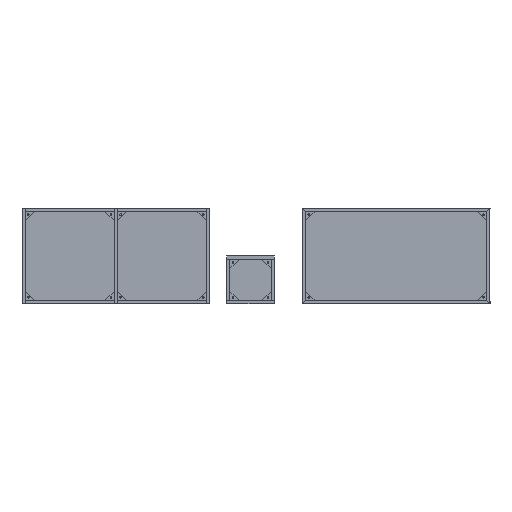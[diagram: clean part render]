
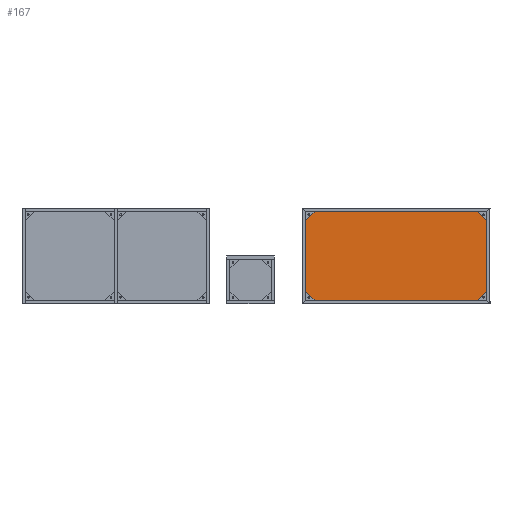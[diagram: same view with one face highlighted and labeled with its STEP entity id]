
A CAD part, front view. The second image highlights one B-rep face of the part: STEP entity #167.
In plain terms, the highlighted planar face has unit normal (0, -1, 0).
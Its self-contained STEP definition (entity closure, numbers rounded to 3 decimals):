
#20 = DIRECTION ( 'NONE',  ( 0., 0., 1. ) ) ;
#75 = DIRECTION ( 'NONE',  ( 0., 0., -1. ) ) ;
#86 = EDGE_CURVE ( 'NONE', #2440, #294, #1491, .T. ) ;
#167 = ADVANCED_FACE ( 'NONE', ( #860 ), #1382, .T. ) ;
#194 = EDGE_CURVE ( 'NONE', #2136, #635, #718, .T. ) ;
#209 = LINE ( 'NONE', #1096, #2640 ) ;
#294 = VERTEX_POINT ( 'NONE', #2509 ) ;
#432 = CARTESIAN_POINT ( 'NONE',  ( 570., 0., 0. ) ) ;
#532 = ORIENTED_EDGE ( 'NONE', *, *, #86, .F. ) ;
#635 = VERTEX_POINT ( 'NONE', #1810 ) ;
#673 = CARTESIAN_POINT ( 'NONE',  ( 0., 0., 0. ) ) ;
#695 = ORIENTED_EDGE ( 'NONE', *, *, #2309, .F. ) ;
#718 = LINE ( 'NONE', #747, #2595 ) ;
#747 = CARTESIAN_POINT ( 'NONE',  ( 570., 0., 0. ) ) ;
#855 = EDGE_CURVE ( 'NONE', #294, #2136, #1502, .T. ) ;
#860 = FACE_OUTER_BOUND ( 'NONE', #2266, .T. ) ;
#966 = DIRECTION ( 'NONE',  ( 0., 0., -1. ) ) ;
#1096 = CARTESIAN_POINT ( 'NONE',  ( 0., 0., -280. ) ) ;
#1237 = DIRECTION ( 'NONE',  ( 1., 0., 0. ) ) ;
#1311 = VECTOR ( 'NONE', #20, 1000. ) ;
#1382 = PLANE ( 'NONE',  #1751 ) ;
#1491 = LINE ( 'NONE', #673, #1311 ) ;
#1502 = LINE ( 'NONE', #1921, #2740 ) ;
#1732 = CARTESIAN_POINT ( 'NONE',  ( 0., 0., -280. ) ) ;
#1751 = AXIS2_PLACEMENT_3D ( 'NONE', #1823, #2280, #966 ) ;
#1810 = CARTESIAN_POINT ( 'NONE',  ( 570., 0., -280. ) ) ;
#1823 = CARTESIAN_POINT ( 'NONE',  ( 0., 0., 0. ) ) ;
#1921 = CARTESIAN_POINT ( 'NONE',  ( 0., 0., 0. ) ) ;
#1964 = ORIENTED_EDGE ( 'NONE', *, *, #194, .F. ) ;
#2136 = VERTEX_POINT ( 'NONE', #432 ) ;
#2266 = EDGE_LOOP ( 'NONE', ( #532, #695, #1964, #2376 ) ) ;
#2280 = DIRECTION ( 'NONE',  ( 0., -1., 0. ) ) ;
#2309 = EDGE_CURVE ( 'NONE', #635, #2440, #209, .T. ) ;
#2376 = ORIENTED_EDGE ( 'NONE', *, *, #855, .F. ) ;
#2439 = DIRECTION ( 'NONE',  ( -1., 0., 0. ) ) ;
#2440 = VERTEX_POINT ( 'NONE', #1732 ) ;
#2509 = CARTESIAN_POINT ( 'NONE',  ( 0., 0., 0. ) ) ;
#2595 = VECTOR ( 'NONE', #75, 1000. ) ;
#2640 = VECTOR ( 'NONE', #2439, 1000. ) ;
#2740 = VECTOR ( 'NONE', #1237, 1000. ) ;
